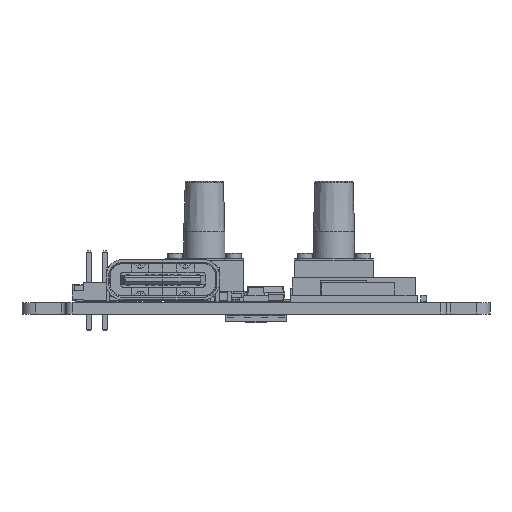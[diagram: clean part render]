
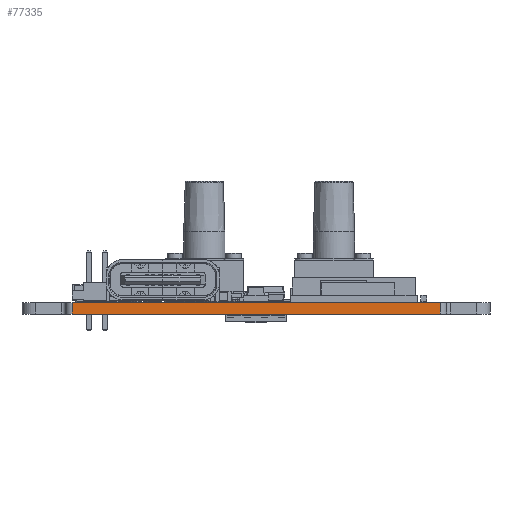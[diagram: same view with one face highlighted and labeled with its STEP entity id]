
A CAD part, left-side view. The second image highlights one B-rep face of the part: STEP entity #77335.
In plain terms, the highlighted planar face has unit normal (-1, 0, 0).
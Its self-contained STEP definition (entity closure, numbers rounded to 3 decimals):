
#75676 = VERTEX_POINT('',#75677);
#75677 = CARTESIAN_POINT('',(18.3,28.325,0.));
#75684 = EDGE_CURVE('',#75685,#75676,#75687,.T.);
#75685 = VERTEX_POINT('',#75686);
#75686 = CARTESIAN_POINT('',(18.3,-0.7,0.));
#75687 = LINE('',#75688,#75689);
#75688 = CARTESIAN_POINT('',(18.3,-0.7,0.));
#75689 = VECTOR('',#75690,1.);
#75690 = DIRECTION('',(0.,1.,0.));
#76441 = VERTEX_POINT('',#76442);
#76442 = CARTESIAN_POINT('',(18.3,28.325,0.892));
#76449 = EDGE_CURVE('',#76450,#76441,#76452,.T.);
#76450 = VERTEX_POINT('',#76451);
#76451 = CARTESIAN_POINT('',(18.3,-0.7,0.892));
#76452 = LINE('',#76453,#76454);
#76453 = CARTESIAN_POINT('',(18.3,-0.7,0.892));
#76454 = VECTOR('',#76455,1.);
#76455 = DIRECTION('',(0.,1.,0.));
#77305 = EDGE_CURVE('',#75676,#76441,#77306,.T.);
#77306 = LINE('',#77307,#77308);
#77307 = CARTESIAN_POINT('',(18.3,28.325,0.));
#77308 = VECTOR('',#77309,1.);
#77309 = DIRECTION('',(0.,0.,1.));
#77335 = ADVANCED_FACE('',(#77336),#77347,.T.);
#77336 = FACE_BOUND('',#77337,.T.);
#77337 = EDGE_LOOP('',(#77338,#77344,#77345,#77346));
#77338 = ORIENTED_EDGE('',*,*,#77339,.T.);
#77339 = EDGE_CURVE('',#75685,#76450,#77340,.T.);
#77340 = LINE('',#77341,#77342);
#77341 = CARTESIAN_POINT('',(18.3,-0.7,0.));
#77342 = VECTOR('',#77343,1.);
#77343 = DIRECTION('',(0.,0.,1.));
#77344 = ORIENTED_EDGE('',*,*,#76449,.T.);
#77345 = ORIENTED_EDGE('',*,*,#77305,.F.);
#77346 = ORIENTED_EDGE('',*,*,#75684,.F.);
#77347 = PLANE('',#77348);
#77348 = AXIS2_PLACEMENT_3D('',#77349,#77350,#77351);
#77349 = CARTESIAN_POINT('',(18.3,-0.7,0.));
#77350 = DIRECTION('',(-1.,0.,0.));
#77351 = DIRECTION('',(0.,1.,0.));
